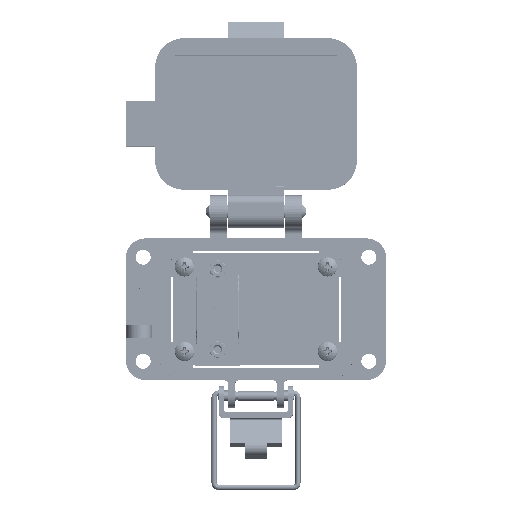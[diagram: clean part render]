
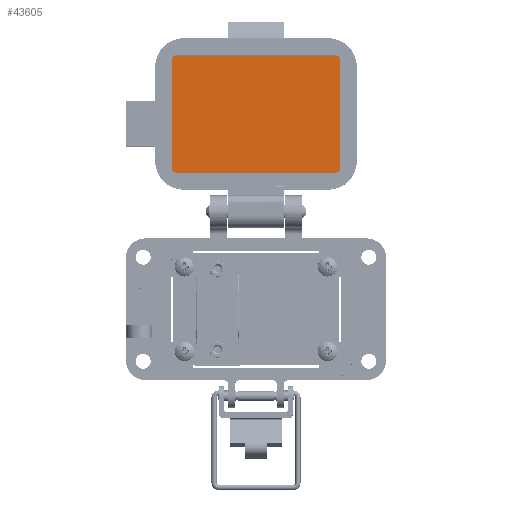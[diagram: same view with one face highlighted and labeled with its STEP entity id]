
A CAD part, top view. The second image highlights one B-rep face of the part: STEP entity #43605.
In plain terms, the highlighted planar face has unit normal (0, 0, 1).
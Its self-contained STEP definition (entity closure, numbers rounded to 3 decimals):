
#6253 = CARTESIAN_POINT ( 'NONE',  ( 24.827, 50.257, -23.97 ) ) ;
#9173 = VECTOR ( 'NONE', #30098, 1000. ) ;
#12943 = DIRECTION ( 'NONE',  ( 0., 1., 0. ) ) ;
#14069 = DIRECTION ( 'NONE',  ( 0., 1., 0. ) ) ;
#16482 = CARTESIAN_POINT ( 'NONE',  ( -24.827, 50.257, -23.97 ) ) ;
#17748 = CARTESIAN_POINT ( 'NONE',  ( -25.885, 84.4, -23.97 ) ) ;
#20012 = CARTESIAN_POINT ( 'NONE',  ( 0., 49.199, -23.97 ) ) ;
#20641 = LINE ( 'NONE', #20012, #9173 ) ;
#20999 = DIRECTION ( 'NONE',  ( 0., 0., -1. ) ) ;
#21836 = CARTESIAN_POINT ( 'NONE',  ( 24.828, 49.199, -23.97 ) ) ;
#22036 = AXIS2_PLACEMENT_3D ( 'NONE', #67172, #20999, #114545 ) ;
#24298 = CARTESIAN_POINT ( 'NONE',  ( -25.885, 67.329, -23.97 ) ) ;
#30098 = DIRECTION ( 'NONE',  ( -1., 0., 0. ) ) ;
#31756 = PLANE ( 'NONE',  #90190 ) ;
#31898 = CARTESIAN_POINT ( 'NONE',  ( -24.827, 85.458, -23.97 ) ) ;
#34521 = VECTOR ( 'NONE', #76922, 1000. ) ;
#38573 = ORIENTED_EDGE ( 'NONE', *, *, #94343, .F. ) ;
#39160 = CARTESIAN_POINT ( 'NONE',  ( 24.827, 84.4, -23.97 ) ) ;
#40510 = DIRECTION ( 'NONE',  ( 0., -1., 0. ) ) ;
#40621 = VERTEX_POINT ( 'NONE', #17748 ) ;
#41023 = DIRECTION ( 'NONE',  ( -1., 0., 0. ) ) ;
#43605 = ADVANCED_FACE ( 'NONE', ( #118374 ), #31756, .F. ) ;
#48082 = EDGE_CURVE ( 'NONE', #82636, #40621, #61618, .T. ) ;
#48136 = LINE ( 'NONE', #118260, #53448 ) ;
#52524 = EDGE_CURVE ( 'NONE', #104107, #85360, #92993, .T. ) ;
#53448 = VECTOR ( 'NONE', #40510, 1000. ) ;
#54862 = LINE ( 'NONE', #56087, #34521 ) ;
#55589 = AXIS2_PLACEMENT_3D ( 'NONE', #39160, #108666, #41023 ) ;
#55667 = DIRECTION ( 'NONE',  ( 0., 0., -1. ) ) ;
#56087 = CARTESIAN_POINT ( 'NONE',  ( 0., 85.458, -23.97 ) ) ;
#61618 = LINE ( 'NONE', #24298, #124739 ) ;
#62102 = CARTESIAN_POINT ( 'NONE',  ( 0., 67.329, -23.97 ) ) ;
#65019 = DIRECTION ( 'NONE',  ( -1., 0., 0. ) ) ;
#67172 = CARTESIAN_POINT ( 'NONE',  ( -24.827, 84.4, -23.97 ) ) ;
#68813 = AXIS2_PLACEMENT_3D ( 'NONE', #6253, #123143, #65019 ) ;
#70565 = ORIENTED_EDGE ( 'NONE', *, *, #48082, .F. ) ;
#70623 = VERTEX_POINT ( 'NONE', #91875 ) ;
#71501 = VERTEX_POINT ( 'NONE', #31898 ) ;
#76225 = ORIENTED_EDGE ( 'NONE', *, *, #108721, .F. ) ;
#76922 = DIRECTION ( 'NONE',  ( 1., 0., 0. ) ) ;
#77624 = VERTEX_POINT ( 'NONE', #104520 ) ;
#77751 = CIRCLE ( 'NONE', #55589, 1.057 ) ;
#79185 = ORIENTED_EDGE ( 'NONE', *, *, #117999, .F. ) ;
#82508 = EDGE_CURVE ( 'NONE', #70623, #104107, #48136, .T. ) ;
#82636 = VERTEX_POINT ( 'NONE', #99327 ) ;
#85111 = ORIENTED_EDGE ( 'NONE', *, *, #116087, .F. ) ;
#85360 = VERTEX_POINT ( 'NONE', #21836 ) ;
#87790 = CIRCLE ( 'NONE', #91839, 1.057 ) ;
#89257 = CARTESIAN_POINT ( 'NONE',  ( 25.885, 50.257, -23.97 ) ) ;
#90190 = AXIS2_PLACEMENT_3D ( 'NONE', #62102, #100688, #14069 ) ;
#90747 = ORIENTED_EDGE ( 'NONE', *, *, #114836, .F. ) ;
#91839 = AXIS2_PLACEMENT_3D ( 'NONE', #16482, #55667, #93584 ) ;
#91875 = CARTESIAN_POINT ( 'NONE',  ( 25.885, 84.4, -23.97 ) ) ;
#92993 = CIRCLE ( 'NONE', #68813, 1.057 ) ;
#93584 = DIRECTION ( 'NONE',  ( -1., 0., 0. ) ) ;
#94343 = EDGE_CURVE ( 'NONE', #40621, #71501, #114848, .T. ) ;
#99327 = CARTESIAN_POINT ( 'NONE',  ( -25.885, 50.257, -23.97 ) ) ;
#100318 = VERTEX_POINT ( 'NONE', #114309 ) ;
#100688 = DIRECTION ( 'NONE',  ( 0., 0., -1. ) ) ;
#104107 = VERTEX_POINT ( 'NONE', #89257 ) ;
#104520 = CARTESIAN_POINT ( 'NONE',  ( 24.827, 85.458, -23.97 ) ) ;
#107965 = ORIENTED_EDGE ( 'NONE', *, *, #52524, .F. ) ;
#108666 = DIRECTION ( 'NONE',  ( 0., 0., -1. ) ) ;
#108721 = EDGE_CURVE ( 'NONE', #71501, #77624, #54862, .T. ) ;
#112354 = EDGE_LOOP ( 'NONE', ( #38573, #70565, #90747, #79185, #107965, #119283, #85111, #76225 ) ) ;
#114309 = CARTESIAN_POINT ( 'NONE',  ( -24.827, 49.199, -23.97 ) ) ;
#114545 = DIRECTION ( 'NONE',  ( -1., 0., 0. ) ) ;
#114836 = EDGE_CURVE ( 'NONE', #100318, #82636, #87790, .T. ) ;
#114848 = CIRCLE ( 'NONE', #22036, 1.057 ) ;
#116087 = EDGE_CURVE ( 'NONE', #77624, #70623, #77751, .T. ) ;
#117999 = EDGE_CURVE ( 'NONE', #85360, #100318, #20641, .T. ) ;
#118260 = CARTESIAN_POINT ( 'NONE',  ( 25.885, 67.329, -23.97 ) ) ;
#118374 = FACE_OUTER_BOUND ( 'NONE', #112354, .T. ) ;
#119283 = ORIENTED_EDGE ( 'NONE', *, *, #82508, .F. ) ;
#123143 = DIRECTION ( 'NONE',  ( 0., 0., -1. ) ) ;
#124739 = VECTOR ( 'NONE', #12943, 1000. ) ;
